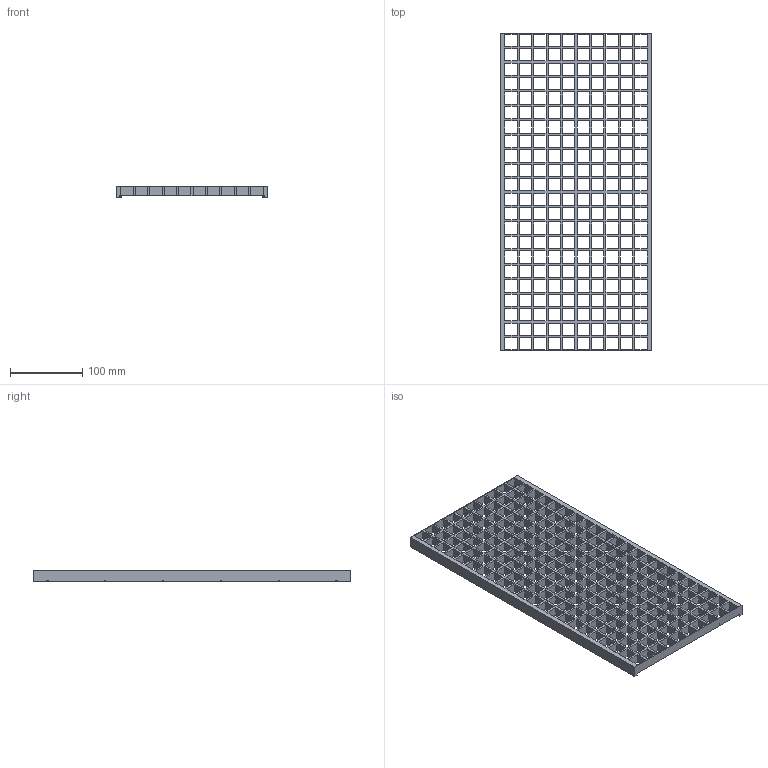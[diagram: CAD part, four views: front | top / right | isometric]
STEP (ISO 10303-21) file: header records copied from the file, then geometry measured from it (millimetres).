
FILE_DESCRIPTION(/* description */ (''),/* implementation_level */ '2;1');
FILE_NAME(/* name */ 'Garlic220 frame v13.step',/* time_stamp */ '2020-07-24T20:03:43-05:00',/* author */ (''),/* organization */ (''),/* preprocessor_version */ 'ST-DEVELOPER v18.1',/* originating_system */ 'Autodesk Translation Framework v9.3.0.1241',/* authorisation */ '');
FILE_SCHEMA (('AUTOMOTIVE_DESIGN { 1 0 10303 214 3 1 1 }'));
Length unit declared in the file: millimetre
Products named in the file (1): Garlic220 frame
Bounding box: 210 x 440 x 16.19 mm (x, y, z)
Volume: 388557.1 mm3; surface area: 274938.1 mm2
Topology: 1 solids, 1 shells, 958 faces, 2868 edges, 1912 vertices
Faces by surface type: plane 924, cylinder 34
Entity records: 32553 total; most frequent: CARTESIAN_POINT 5739, ORIENTED_EDGE 5736, DIRECTION 4854, EDGE_CURVE 2868, LINE 2800, VECTOR 2800, VERTEX_POINT 1912, EDGE_LOOP 1398
